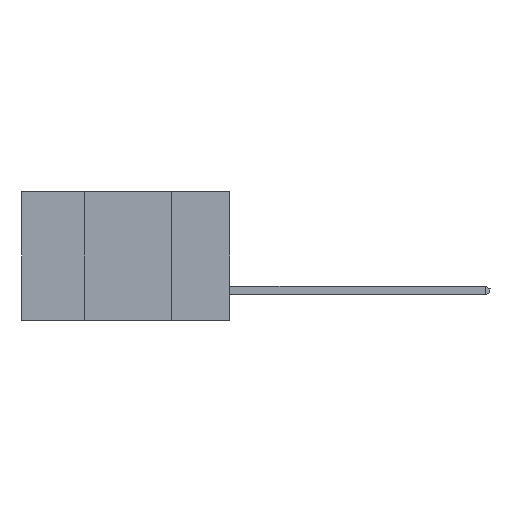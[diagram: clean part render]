
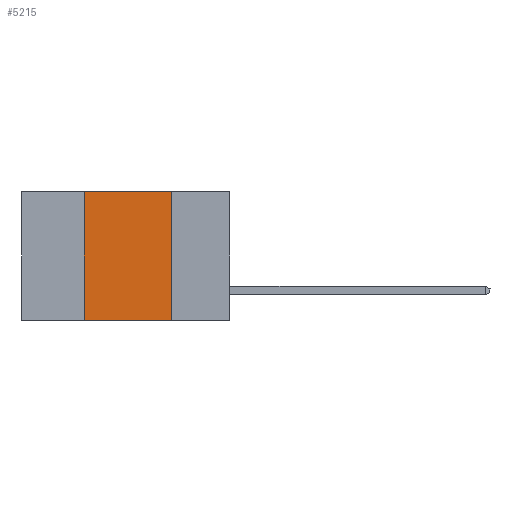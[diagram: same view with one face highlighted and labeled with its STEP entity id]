
A CAD part, left-side view. The second image highlights one B-rep face of the part: STEP entity #5215.
In plain terms, the highlighted planar face has unit normal (-1, 0, 0).
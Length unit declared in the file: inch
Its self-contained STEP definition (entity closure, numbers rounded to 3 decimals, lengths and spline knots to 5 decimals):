
#163 = EDGE_CURVE ( 'NONE', #10551, #5307, #3635, .T. ) ;
#525 = EDGE_CURVE ( 'NONE', #10790, #10551, #14247, .T. ) ;
#1251 = VECTOR ( 'NONE', #13514, 39.37008 ) ;
#1799 = ORIENTED_EDGE ( 'NONE', *, *, #13749, .F. ) ;
#1991 = DIRECTION ( 'NONE',  ( 1., 0., 0. ) ) ;
#2487 = CARTESIAN_POINT ( 'NONE',  ( 0., 0.17, -0.37 ) ) ;
#2580 = EDGE_LOOP ( 'NONE', ( #13226, #6470, #1799, #11307 ) ) ;
#2638 = CARTESIAN_POINT ( 'NONE',  ( 0., 0.6, 0. ) ) ;
#3635 = LINE ( 'NONE', #12496, #1251 ) ;
#4099 = DIRECTION ( 'NONE',  ( 0., 0., -1. ) ) ;
#4133 = LINE ( 'NONE', #8529, #6969 ) ;
#4427 = AXIS2_PLACEMENT_3D ( 'NONE', #9578, #1991, #4099 ) ;
#5215 = ADVANCED_FACE ( 'NONE', ( #10930 ), #7489, .F. ) ;
#5307 = VERTEX_POINT ( 'NONE', #2487 ) ;
#6470 = ORIENTED_EDGE ( 'NONE', *, *, #525, .F. ) ;
#6570 = CARTESIAN_POINT ( 'NONE',  ( 0., 0.42, -0.37 ) ) ;
#6969 = VECTOR ( 'NONE', #10763, 39.37008 ) ;
#7341 = LINE ( 'NONE', #9581, #11348 ) ;
#7489 = PLANE ( 'NONE',  #4427 ) ;
#7718 = CARTESIAN_POINT ( 'NONE',  ( 0., 0.42, 0. ) ) ;
#7893 = DIRECTION ( 'NONE',  ( 0., -1., 0. ) ) ;
#8529 = CARTESIAN_POINT ( 'NONE',  ( 0., 0.6, -0.37 ) ) ;
#9578 = CARTESIAN_POINT ( 'NONE',  ( 0., 0.6, 0. ) ) ;
#9581 = CARTESIAN_POINT ( 'NONE',  ( 0., 0.42, -0.37 ) ) ;
#9651 = DIRECTION ( 'NONE',  ( 0., 0., 1. ) ) ;
#10551 = VERTEX_POINT ( 'NONE', #12782 ) ;
#10763 = DIRECTION ( 'NONE',  ( 0., -1., 0. ) ) ;
#10790 = VERTEX_POINT ( 'NONE', #7718 ) ;
#10930 = FACE_OUTER_BOUND ( 'NONE', #2580, .T. ) ;
#11307 = ORIENTED_EDGE ( 'NONE', *, *, #13447, .T. ) ;
#11348 = VECTOR ( 'NONE', #9651, 39.37008 ) ;
#11349 = VECTOR ( 'NONE', #7893, 39.37008 ) ;
#12243 = VERTEX_POINT ( 'NONE', #6570 ) ;
#12496 = CARTESIAN_POINT ( 'NONE',  ( 0., 0.17, -0.37 ) ) ;
#12782 = CARTESIAN_POINT ( 'NONE',  ( 0., 0.17, 0. ) ) ;
#13226 = ORIENTED_EDGE ( 'NONE', *, *, #163, .F. ) ;
#13447 = EDGE_CURVE ( 'NONE', #12243, #5307, #4133, .T. ) ;
#13514 = DIRECTION ( 'NONE',  ( 0., 0., -1. ) ) ;
#13749 = EDGE_CURVE ( 'NONE', #12243, #10790, #7341, .T. ) ;
#14247 = LINE ( 'NONE', #2638, #11349 ) ;
